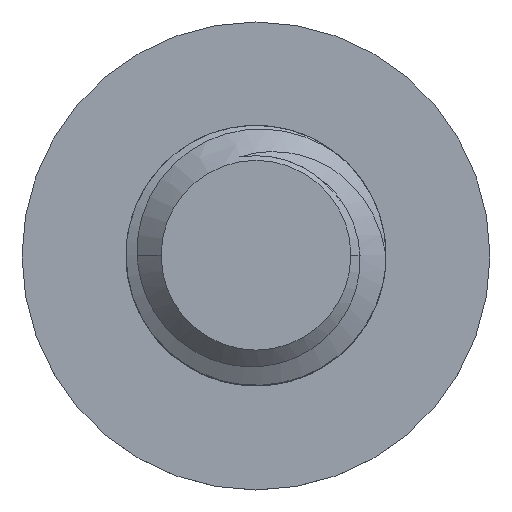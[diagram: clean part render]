
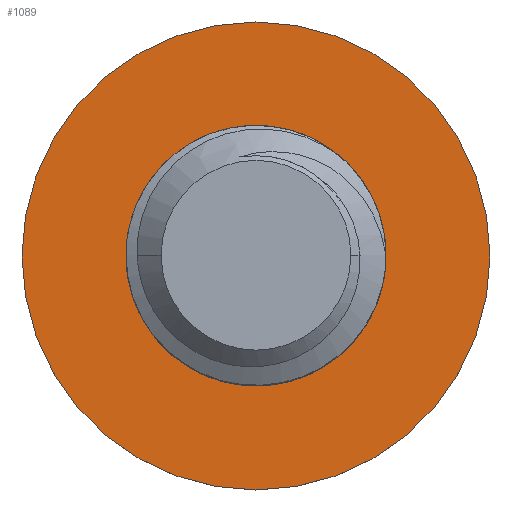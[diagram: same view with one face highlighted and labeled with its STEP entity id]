
A CAD part, top view. The second image highlights one B-rep face of the part: STEP entity #1089.
In plain terms, the highlighted face is planar.
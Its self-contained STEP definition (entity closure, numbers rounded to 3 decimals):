
#22=FACE_BOUND('',#213,.T.);
#31=PLANE('',#1191);
#68=CIRCLE('',#1150,1.25);
#70=CIRCLE('',#1154,1.25);
#71=CIRCLE('',#1156,2.25);
#87=CIRCLE('',#1190,2.25);
#88=CIRCLE('',#1192,1.25);
#89=CIRCLE('',#1193,1.25);
#147=FACE_OUTER_BOUND('',#212,.T.);
#212=EDGE_LOOP('',(#890,#891));
#213=EDGE_LOOP('',(#892,#893,#894,#895));
#471=VERTEX_POINT('',#2197);
#472=VERTEX_POINT('',#2199);
#477=VERTEX_POINT('',#2238);
#478=VERTEX_POINT('',#2251);
#479=VERTEX_POINT('',#2252);
#500=VERTEX_POINT('',#2370);
#607=EDGE_CURVE('',#471,#472,#68,.T.);
#614=EDGE_CURVE('',#472,#477,#70,.T.);
#616=EDGE_CURVE('',#478,#479,#71,.T.);
#654=EDGE_CURVE('',#479,#478,#87,.T.);
#655=EDGE_CURVE('',#477,#500,#88,.T.);
#656=EDGE_CURVE('',#500,#471,#89,.T.);
#890=ORIENTED_EDGE('',*,*,#616,.F.);
#891=ORIENTED_EDGE('',*,*,#654,.F.);
#892=ORIENTED_EDGE('',*,*,#655,.F.);
#893=ORIENTED_EDGE('',*,*,#614,.F.);
#894=ORIENTED_EDGE('',*,*,#607,.F.);
#895=ORIENTED_EDGE('',*,*,#656,.F.);
#1089=ADVANCED_FACE('',(#147,#22),#31,.T.);
#1150=AXIS2_PLACEMENT_3D('',#2200,#1317,#1318);
#1154=AXIS2_PLACEMENT_3D('',#2239,#1327,#1328);
#1156=AXIS2_PLACEMENT_3D('',#2253,#1331,#1332);
#1190=AXIS2_PLACEMENT_3D('',#2368,#1414,#1415);
#1191=AXIS2_PLACEMENT_3D('',#2369,#1416,#1417);
#1192=AXIS2_PLACEMENT_3D('',#2371,#1418,#1419);
#1193=AXIS2_PLACEMENT_3D('',#2372,#1420,#1421);
#1317=DIRECTION('center_axis',(0.,0.,-1.));
#1318=DIRECTION('ref_axis',(-1.,0.,0.));
#1327=DIRECTION('center_axis',(0.,0.,-1.));
#1328=DIRECTION('ref_axis',(-1.,0.,0.));
#1331=DIRECTION('center_axis',(0.,0.,1.));
#1332=DIRECTION('ref_axis',(1.,0.,0.));
#1414=DIRECTION('center_axis',(0.,0.,1.));
#1415=DIRECTION('ref_axis',(1.,0.,0.));
#1416=DIRECTION('center_axis',(0.,0.,-1.));
#1417=DIRECTION('ref_axis',(-1.,0.,0.));
#1418=DIRECTION('center_axis',(0.,0.,-1.));
#1419=DIRECTION('ref_axis',(-1.,0.,0.));
#1420=DIRECTION('center_axis',(0.,0.,-1.));
#1421=DIRECTION('ref_axis',(-1.,0.,0.));
#2197=CARTESIAN_POINT('',(1.25,0.,-1.5));
#2199=CARTESIAN_POINT('',(-1.25,0.,-1.5));
#2200=CARTESIAN_POINT('Origin',(0.,0.,-1.5));
#2238=CARTESIAN_POINT('',(0.797,0.963,-1.5));
#2239=CARTESIAN_POINT('Origin',(0.,0.,-1.5));
#2251=CARTESIAN_POINT('',(2.25,0.,-1.5));
#2252=CARTESIAN_POINT('',(-2.25,0.,-1.5));
#2253=CARTESIAN_POINT('Origin',(0.,0.,-1.5));
#2368=CARTESIAN_POINT('Origin',(0.,0.,-1.5));
#2369=CARTESIAN_POINT('Origin',(2.25,0.,-1.5));
#2370=CARTESIAN_POINT('',(1.246,0.104,-1.5));
#2371=CARTESIAN_POINT('Origin',(0.,0.,-1.5));
#2372=CARTESIAN_POINT('Origin',(0.,0.,-1.5));
